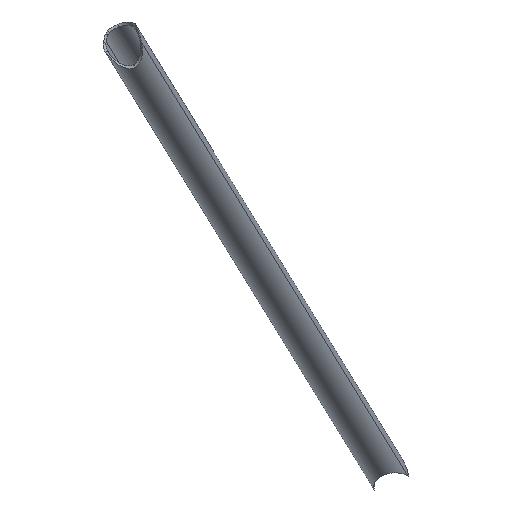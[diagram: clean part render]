
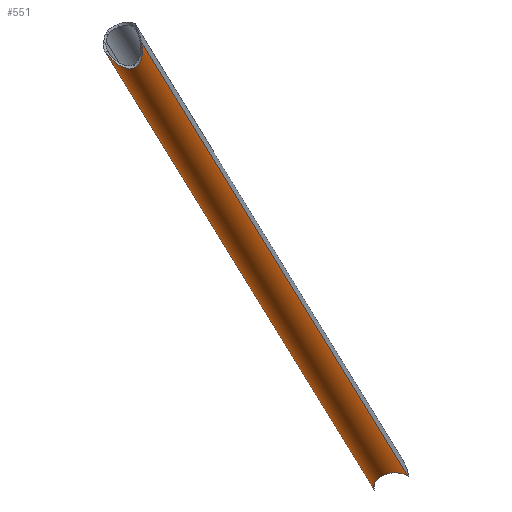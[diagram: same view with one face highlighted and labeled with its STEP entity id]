
A CAD part, left-side view. The second image highlights one B-rep face of the part: STEP entity #551.
In plain terms, the highlighted cylindrical face has radius 12.5 mm (diameter 25 mm), a partial arc.
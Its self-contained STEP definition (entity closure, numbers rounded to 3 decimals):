
#58=CARTESIAN_POINT('Control Point',(-1439.058,-319.97,165.966)) ;
#59=CARTESIAN_POINT('Control Point',(-1440.228,-319.878,166.121)) ;
#60=CARTESIAN_POINT('Control Point',(-1441.392,-319.794,166.325)) ;
#61=CARTESIAN_POINT('Control Point',(-1442.552,-319.726,166.552)) ;
#62=CARTESIAN_POINT('Vertex',(-1439.058,-319.97,165.966)) ;
#64=CARTESIAN_POINT('Vertex',(-1442.552,-319.726,166.552)) ;
#125=CARTESIAN_POINT('Vertex',(-1889.197,-171.026,429.757)) ;
#131=CARTESIAN_POINT('Control Point',(-1896.481,-174.896,445.223)) ;
#132=CARTESIAN_POINT('Control Point',(-1895.998,-175.074,444.312)) ;
#133=CARTESIAN_POINT('Control Point',(-1895.52,-175.22,443.392)) ;
#134=CARTESIAN_POINT('Control Point',(-1895.046,-175.33,442.466)) ;
#135=CARTESIAN_POINT('Control Point',(-1893.937,-175.493,440.269)) ;
#136=CARTESIAN_POINT('Control Point',(-1892.855,-175.402,438.054)) ;
#137=CARTESIAN_POINT('Control Point',(-1892.246,-175.25,436.783)) ;
#138=CARTESIAN_POINT('Control Point',(-1891.289,-174.807,434.745)) ;
#139=CARTESIAN_POINT('Control Point',(-1890.43,-173.927,432.821)) ;
#140=CARTESIAN_POINT('Control Point',(-1890.123,-173.52,432.115)) ;
#141=CARTESIAN_POINT('Control Point',(-1889.727,-172.815,431.171)) ;
#142=CARTESIAN_POINT('Control Point',(-1889.418,-171.926,430.374)) ;
#143=CARTESIAN_POINT('Control Point',(-1889.334,-171.641,430.149)) ;
#144=CARTESIAN_POINT('Control Point',(-1889.26,-171.341,429.943)) ;
#145=CARTESIAN_POINT('Control Point',(-1889.197,-171.026,429.757)) ;
#146=CARTESIAN_POINT('Vertex',(-1896.481,-174.896,445.223)) ;
#319=CARTESIAN_POINT('Control Point',(-1434.381,-318.979,172.372)) ;
#320=CARTESIAN_POINT('Control Point',(-1434.841,-318.809,170.811)) ;
#321=CARTESIAN_POINT('Control Point',(-1435.702,-318.768,169.353)) ;
#322=CARTESIAN_POINT('Control Point',(-1436.79,-318.946,168.104)) ;
#323=CARTESIAN_POINT('Control Point',(-1437.924,-319.345,166.966)) ;
#324=CARTESIAN_POINT('Control Point',(-1439.058,-319.97,165.966)) ;
#325=CARTESIAN_POINT('Vertex',(-1434.381,-318.979,172.372)) ;
#449=CARTESIAN_POINT('Vertex',(-1447.457,-340.8,175.027)) ;
#453=CARTESIAN_POINT('Control Point',(-1442.552,-319.726,166.552)) ;
#454=CARTESIAN_POINT('Control Point',(-1444.664,-319.604,166.965)) ;
#455=CARTESIAN_POINT('Control Point',(-1446.765,-319.526,167.447)) ;
#456=CARTESIAN_POINT('Control Point',(-1448.856,-319.51,167.964)) ;
#457=CARTESIAN_POINT('Control Point',(-1452.366,-319.601,168.903)) ;
#458=CARTESIAN_POINT('Control Point',(-1455.823,-319.962,169.958)) ;
#459=CARTESIAN_POINT('Control Point',(-1457.206,-320.16,170.403)) ;
#460=CARTESIAN_POINT('Control Point',(-1459.649,-320.624,171.238)) ;
#461=CARTESIAN_POINT('Control Point',(-1461.987,-321.371,172.157)) ;
#462=CARTESIAN_POINT('Control Point',(-1462.973,-321.761,172.574)) ;
#463=CARTESIAN_POINT('Control Point',(-1464.357,-322.457,173.218)) ;
#464=CARTESIAN_POINT('Control Point',(-1465.521,-323.426,173.905)) ;
#465=CARTESIAN_POINT('Control Point',(-1465.858,-323.759,174.124)) ;
#466=CARTESIAN_POINT('Control Point',(-1466.374,-324.401,174.509)) ;
#467=CARTESIAN_POINT('Control Point',(-1466.727,-325.145,174.887)) ;
#468=CARTESIAN_POINT('Control Point',(-1466.842,-325.48,175.045)) ;
#469=CARTESIAN_POINT('Control Point',(-1466.982,-326.155,175.338)) ;
#470=CARTESIAN_POINT('Control Point',(-1466.966,-326.857,175.598)) ;
#471=CARTESIAN_POINT('Control Point',(-1466.921,-327.196,175.713)) ;
#472=CARTESIAN_POINT('Control Point',(-1466.708,-328.133,176.005)) ;
#473=CARTESIAN_POINT('Control Point',(-1466.28,-329.025,176.22)) ;
#474=CARTESIAN_POINT('Control Point',(-1465.941,-329.57,176.328)) ;
#475=CARTESIAN_POINT('Control Point',(-1464.983,-330.869,176.544)) ;
#476=CARTESIAN_POINT('Control Point',(-1463.818,-332.01,176.641)) ;
#477=CARTESIAN_POINT('Control Point',(-1463.076,-332.651,176.669)) ;
#478=CARTESIAN_POINT('Control Point',(-1461.029,-334.249,176.68)) ;
#479=CARTESIAN_POINT('Control Point',(-1458.822,-335.621,176.553)) ;
#480=CARTESIAN_POINT('Control Point',(-1457.431,-336.404,176.439)) ;
#481=CARTESIAN_POINT('Control Point',(-1454.626,-337.851,176.153)) ;
#482=CARTESIAN_POINT('Control Point',(-1451.749,-339.122,175.757)) ;
#483=CARTESIAN_POINT('Control Point',(-1450.326,-339.711,175.539)) ;
#484=CARTESIAN_POINT('Control Point',(-1448.894,-340.269,175.297)) ;
#485=CARTESIAN_POINT('Control Point',(-1447.457,-340.8,175.027)) ;
#497=CARTESIAN_POINT('Axis2P3D Location',(-1665.768,-246.813,309.)) ;
#502=CARTESIAN_POINT('Line Origine',(-1661.436,-235.088,309.)) ;
#506=CARTESIAN_POINT('Vertex',(-1888.533,-151.181,445.654)) ;
#509=CARTESIAN_POINT('Line Origine',(-1670.1,-258.538,309.)) ;
#515=CARTESIAN_POINT('Control Point',(-1894.843,-152.602,438.731)) ;
#516=CARTESIAN_POINT('Control Point',(-1894.205,-153.569,437.392)) ;
#517=CARTESIAN_POINT('Control Point',(-1893.542,-154.607,436.116)) ;
#518=CARTESIAN_POINT('Control Point',(-1892.895,-155.72,434.897)) ;
#519=CARTESIAN_POINT('Control Point',(-1891.778,-157.834,432.865)) ;
#520=CARTESIAN_POINT('Control Point',(-1890.762,-160.244,431.138)) ;
#521=CARTESIAN_POINT('Control Point',(-1890.349,-161.349,430.462)) ;
#522=CARTESIAN_POINT('Control Point',(-1889.74,-163.25,429.516)) ;
#523=CARTESIAN_POINT('Control Point',(-1889.295,-165.328,428.952)) ;
#524=CARTESIAN_POINT('Control Point',(-1889.155,-166.148,428.804)) ;
#525=CARTESIAN_POINT('Control Point',(-1888.976,-167.663,428.701)) ;
#526=CARTESIAN_POINT('Control Point',(-1888.968,-169.166,428.95)) ;
#527=CARTESIAN_POINT('Control Point',(-1889.004,-169.826,429.143)) ;
#528=CARTESIAN_POINT('Control Point',(-1889.082,-170.45,429.416)) ;
#529=CARTESIAN_POINT('Control Point',(-1889.197,-171.026,429.757)) ;
#530=CARTESIAN_POINT('Vertex',(-1894.843,-152.602,438.731)) ;
#534=CARTESIAN_POINT('Control Point',(-1894.843,-152.602,438.731)) ;
#535=CARTESIAN_POINT('Control Point',(-1893.206,-151.853,439.518)) ;
#536=CARTESIAN_POINT('Control Point',(-1891.645,-151.279,440.63)) ;
#537=CARTESIAN_POINT('Control Point',(-1890.254,-150.947,442.099)) ;
#538=CARTESIAN_POINT('Control Point',(-1889.21,-150.93,443.827)) ;
#539=CARTESIAN_POINT('Control Point',(-1888.533,-151.181,445.654)) ;
#498=DIRECTION('Axis2P3D Direction',(0.817,-0.302,-0.492)) ;
#499=DIRECTION('Axis2P3D XDirection',(-0.347,-0.938,0.)) ;
#503=DIRECTION('Vector Direction',(0.817,-0.302,-0.492)) ;
#510=DIRECTION('Vector Direction',(0.817,-0.302,-0.492)) ;
#500=AXIS2_PLACEMENT_3D('Cylinder Axis2P3D',#497,#498,#499) ;
#542=ORIENTED_EDGE('',*,*,#508,.T.) ;
#543=ORIENTED_EDGE('',*,*,#327,.T.) ;
#544=ORIENTED_EDGE('',*,*,#66,.T.) ;
#545=ORIENTED_EDGE('',*,*,#486,.T.) ;
#546=ORIENTED_EDGE('',*,*,#513,.F.) ;
#547=ORIENTED_EDGE('',*,*,#148,.T.) ;
#548=ORIENTED_EDGE('',*,*,#532,.F.) ;
#549=ORIENTED_EDGE('',*,*,#540,.T.) ;
#504=VECTOR('Line Direction',#503,1.) ;
#511=VECTOR('Line Direction',#510,1.) ;
#551=ADVANCED_FACE('Corps principal',(#550),#501,.T.) ;
#57=B_SPLINE_CURVE_WITH_KNOTS('',3,(#58,#59,#60,#61),.UNSPECIFIED.,.F.,.U.,(4,4),(2.08,7.102),.UNSPECIFIED.) ;
#130=B_SPLINE_CURVE_WITH_KNOTS('',5,(#131,#132,#133,#134,#135,#136,#137,#138,#139,#140,#141,#142,#143,#144,#145),.UNSPECIFIED.,.F.,.U.,(6,3,3,3,6),(0.,7.399,17.417,23.499,26.121),.UNSPECIFIED.) ;
#318=B_SPLINE_CURVE_WITH_KNOTS('',5,(#319,#320,#321,#322,#323,#324),.UNSPECIFIED.,.F.,.U.,(6,6),(0.,11.57),.UNSPECIFIED.) ;
#452=B_SPLINE_CURVE_WITH_KNOTS('',5,(#453,#454,#455,#456,#457,#458,#459,#460,#461,#462,#463,#464,#465,#466,#467,#468,#469,#470,#471,#472,#473,#474,#475,#476,#477,#478,#479,#480,#481,#482,#483,#484,#485),.UNSPECIFIED.,.F.,.U.,(6,3,3,3,3,3,3,3,3,3,6),(0.,15.241,25.668,33.749,37.405,40.13,42.668,47.209,54.154,65.556,76.553),.UNSPECIFIED.) ;
#514=B_SPLINE_CURVE_WITH_KNOTS('',5,(#515,#516,#517,#518,#519,#520,#521,#522,#523,#524,#525,#526,#527,#528,#529),.UNSPECIFIED.,.F.,.U.,(6,3,3,3,6),(17.116,29.638,39.235,45.135,49.939),.UNSPECIFIED.) ;
#533=B_SPLINE_CURVE_WITH_KNOTS('',5,(#534,#535,#536,#537,#538,#539),.UNSPECIFIED.,.F.,.U.,(6,6),(14.472,28.363),.UNSPECIFIED.) ;
#501=CYLINDRICAL_SURFACE('generated cylinder',#500,12.5) ;
#66=EDGE_CURVE('',#63,#65,#57,.T.) ;
#148=EDGE_CURVE('',#147,#126,#130,.T.) ;
#327=EDGE_CURVE('',#326,#63,#318,.T.) ;
#486=EDGE_CURVE('',#65,#450,#452,.T.) ;
#508=EDGE_CURVE('',#507,#326,#505,.T.) ;
#513=EDGE_CURVE('',#147,#450,#512,.T.) ;
#532=EDGE_CURVE('',#531,#126,#514,.T.) ;
#540=EDGE_CURVE('',#531,#507,#533,.T.) ;
#541=EDGE_LOOP('',(#542,#543,#544,#545,#546,#547,#548,#549)) ;
#550=FACE_OUTER_BOUND('',#541,.T.) ;
#505=LINE('Line',#502,#504) ;
#512=LINE('Line',#509,#511) ;
#63=VERTEX_POINT('',#62) ;
#65=VERTEX_POINT('',#64) ;
#126=VERTEX_POINT('',#125) ;
#147=VERTEX_POINT('',#146) ;
#326=VERTEX_POINT('',#325) ;
#450=VERTEX_POINT('',#449) ;
#507=VERTEX_POINT('',#506) ;
#531=VERTEX_POINT('',#530) ;
